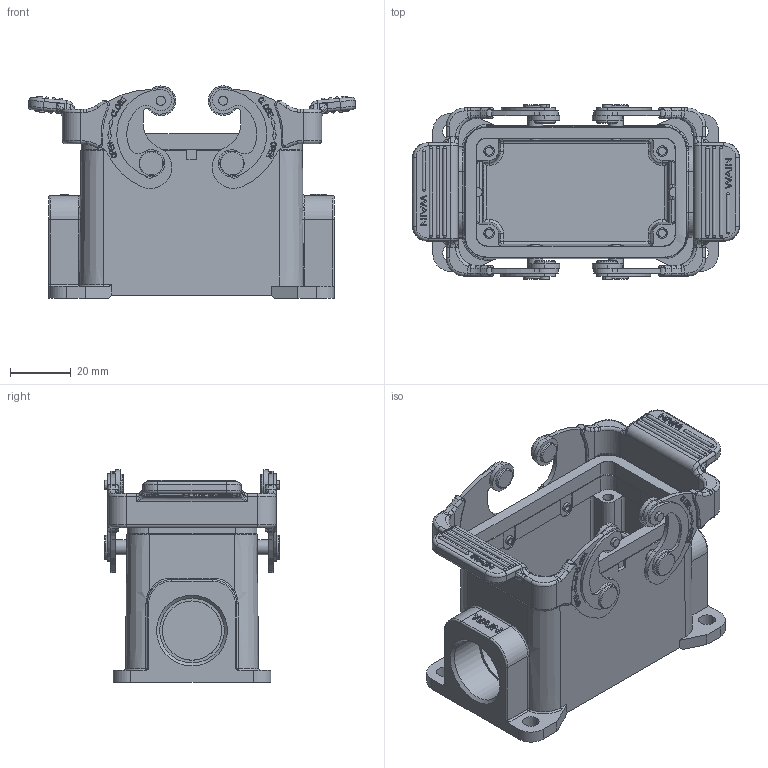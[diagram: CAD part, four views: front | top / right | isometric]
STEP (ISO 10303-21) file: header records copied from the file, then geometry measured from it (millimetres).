
FILE_DESCRIPTION(/* description */ (''),/* implementation_level */ '2;1');
FILE_NAME(/* name */ 'H10B-SF-2L SC-.stp',/* time_stamp */ '2023-08-30T15:43:26+08:00',/* author */ (''),/* organization */ (''),/* preprocessor_version */ 'ST-DEVELOPER v18.1',/* originating_system */ 'SIEMENS PLM Software NX 1980',/* authorisation */ '');
FILE_SCHEMA (('AUTOMOTIVE_DESIGN { 1 0 10303 214 3 1 1 1 }'));
Length unit declared in the file: millimetre
Products named in the file (5): LxB-A SC; 10B-U-V1,U型密封圈,环保; Ф8.0X6.2X4.4铆钉,不锈钢; H10B-SF_stp; H10B-SF-2L SC-
Assembly tree (8 placements, depth 2):
  H10B-SF-2L SC-
    H10B-SF_stp
    Ф8.0X6.2X4.4铆钉,不锈钢  x4
    10B-U-V1,U型密封圈,环保
    LxB-A SC  x2
Bounding box: 107.76 x 57.9 x 69.95 mm (x, y, z)
Volume: 89441.9 mm3; surface area: 60969.7 mm2
Topology: 22 solids, 22 shells, 1731 faces, 4486 edges, 2869 vertices
Faces by surface type: plane 833, cylinder 538, torus 132, extrusion 78, bspline 59, cone 52, sphere 39
Full cylindrical faces by diameter (mm): 1.9 x4, 3 x8, 4.9 x4, 8 x4, 19.5 x1, 21.3 x2
Entity records: 39877 total; most frequent: CARTESIAN_POINT 12472, ORIENTED_EDGE 5296, DIRECTION 4798, EDGE_CURVE 2648, VERTEX_POINT 1724, AXIS2_PLACEMENT_3D 1685, VECTOR 1428, LINE 1389
